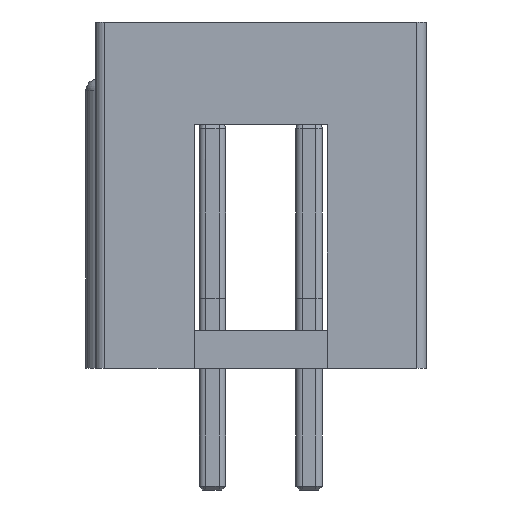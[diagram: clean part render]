
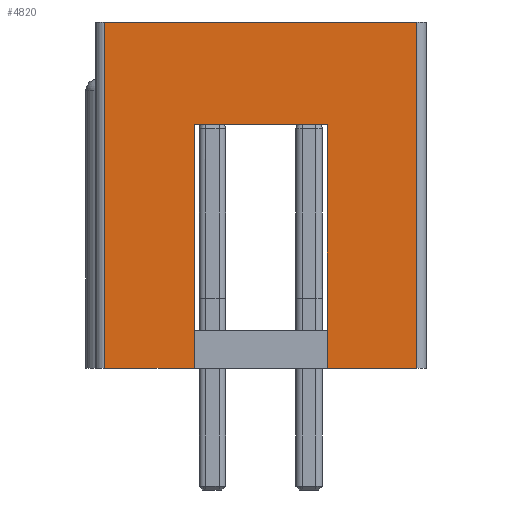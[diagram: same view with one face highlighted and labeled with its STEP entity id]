
A CAD part, left-side view. The second image highlights one B-rep face of the part: STEP entity #4820.
In plain terms, the highlighted planar face has unit normal (-1, 0, 0).
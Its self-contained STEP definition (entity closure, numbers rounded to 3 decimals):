
#69 = PLANE('',#70);
#70 = AXIS2_PLACEMENT_3D('',#71,#72,#73);
#71 = CARTESIAN_POINT('',(0.,0.,0.));
#72 = DIRECTION('',(0.,0.,1.));
#73 = DIRECTION('',(1.,0.,-0.));
#122 = VERTEX_POINT('',#123);
#123 = CARTESIAN_POINT('',(-12.88,4.1,0.));
#138 = CYLINDRICAL_SURFACE('',#139,0.25);
#139 = AXIS2_PLACEMENT_3D('',#140,#141,#142);
#140 = CARTESIAN_POINT('',(-12.63,4.1,0.));
#141 = DIRECTION('',(0.,0.,1.));
#142 = DIRECTION('',(-0.,1.,0.));
#150 = EDGE_CURVE('',#122,#151,#153,.T.);
#151 = VERTEX_POINT('',#152);
#152 = CARTESIAN_POINT('',(-12.88,1.75,0.));
#153 = SURFACE_CURVE('',#154,(#158,#165),.PCURVE_S1.);
#154 = LINE('',#155,#156);
#155 = CARTESIAN_POINT('',(-12.88,4.35,0.));
#156 = VECTOR('',#157,1.);
#157 = DIRECTION('',(0.,-1.,0.));
#158 = PCURVE('',#69,#159);
#159 = DEFINITIONAL_REPRESENTATION('',(#160),#164);
#160 = LINE('',#161,#162);
#161 = CARTESIAN_POINT('',(-12.88,4.35));
#162 = VECTOR('',#163,1.);
#163 = DIRECTION('',(0.,-1.));
#164 = ( GEOMETRIC_REPRESENTATION_CONTEXT(2) 
PARAMETRIC_REPRESENTATION_CONTEXT() REPRESENTATION_CONTEXT('2D SPACE',''
  ) );
#165 = PCURVE('',#166,#171);
#166 = PLANE('',#167);
#167 = AXIS2_PLACEMENT_3D('',#168,#169,#170);
#168 = CARTESIAN_POINT('',(-12.88,4.35,0.));
#169 = DIRECTION('',(1.,0.,-0.));
#170 = DIRECTION('',(0.,-1.,0.));
#171 = DEFINITIONAL_REPRESENTATION('',(#172),#176);
#172 = LINE('',#173,#174);
#173 = CARTESIAN_POINT('',(0.,0.));
#174 = VECTOR('',#175,1.);
#175 = DIRECTION('',(1.,0.));
#176 = ( GEOMETRIC_REPRESENTATION_CONTEXT(2) 
PARAMETRIC_REPRESENTATION_CONTEXT() REPRESENTATION_CONTEXT('2D SPACE',''
  ) );
#194 = PLANE('',#195);
#195 = AXIS2_PLACEMENT_3D('',#196,#197,#198);
#196 = CARTESIAN_POINT('',(-11.88,1.75,0.));
#197 = DIRECTION('',(0.,-1.,0.));
#198 = DIRECTION('',(-1.,0.,0.));
#235 = VERTEX_POINT('',#236);
#236 = CARTESIAN_POINT('',(-12.88,-1.75,0.));
#250 = PLANE('',#251);
#251 = AXIS2_PLACEMENT_3D('',#252,#253,#254);
#252 = CARTESIAN_POINT('',(-12.88,-1.75,0.));
#253 = DIRECTION('',(0.,1.,0.));
#254 = DIRECTION('',(1.,0.,0.));
#262 = EDGE_CURVE('',#235,#263,#265,.T.);
#263 = VERTEX_POINT('',#264);
#264 = CARTESIAN_POINT('',(-12.88,-4.1,0.));
#265 = SURFACE_CURVE('',#266,(#270,#277),.PCURVE_S1.);
#266 = LINE('',#267,#268);
#267 = CARTESIAN_POINT('',(-12.88,4.35,0.));
#268 = VECTOR('',#269,1.);
#269 = DIRECTION('',(0.,-1.,0.));
#270 = PCURVE('',#69,#271);
#271 = DEFINITIONAL_REPRESENTATION('',(#272),#276);
#272 = LINE('',#273,#274);
#273 = CARTESIAN_POINT('',(-12.88,4.35));
#274 = VECTOR('',#275,1.);
#275 = DIRECTION('',(0.,-1.));
#276 = ( GEOMETRIC_REPRESENTATION_CONTEXT(2) 
PARAMETRIC_REPRESENTATION_CONTEXT() REPRESENTATION_CONTEXT('2D SPACE',''
  ) );
#277 = PCURVE('',#166,#278);
#278 = DEFINITIONAL_REPRESENTATION('',(#279),#283);
#279 = LINE('',#280,#281);
#280 = CARTESIAN_POINT('',(0.,0.));
#281 = VECTOR('',#282,1.);
#282 = DIRECTION('',(1.,0.));
#283 = ( GEOMETRIC_REPRESENTATION_CONTEXT(2) 
PARAMETRIC_REPRESENTATION_CONTEXT() REPRESENTATION_CONTEXT('2D SPACE',''
  ) );
#306 = CYLINDRICAL_SURFACE('',#307,0.25);
#307 = AXIS2_PLACEMENT_3D('',#308,#309,#310);
#308 = CARTESIAN_POINT('',(-12.63,-4.1,0.));
#309 = DIRECTION('',(0.,0.,1.));
#310 = DIRECTION('',(0.,-1.,0.));
#3895 = PLANE('',#3896);
#3896 = AXIS2_PLACEMENT_3D('',#3897,#3898,#3899);
#3897 = CARTESIAN_POINT('',(0.,0.,9.1));
#3898 = DIRECTION('',(0.,0.,1.));
#3899 = DIRECTION('',(1.,0.,-0.));
#4775 = EDGE_CURVE('',#122,#4776,#4778,.T.);
#4776 = VERTEX_POINT('',#4777);
#4777 = CARTESIAN_POINT('',(-12.88,4.1,9.1));
#4778 = SURFACE_CURVE('',#4779,(#4783,#4790),.PCURVE_S1.);
#4779 = LINE('',#4780,#4781);
#4780 = CARTESIAN_POINT('',(-12.88,4.1,0.));
#4781 = VECTOR('',#4782,1.);
#4782 = DIRECTION('',(0.,0.,1.));
#4783 = PCURVE('',#138,#4784);
#4784 = DEFINITIONAL_REPRESENTATION('',(#4785),#4789);
#4785 = LINE('',#4786,#4787);
#4786 = CARTESIAN_POINT('',(1.571,0.));
#4787 = VECTOR('',#4788,1.);
#4788 = DIRECTION('',(0.,1.));
#4789 = ( GEOMETRIC_REPRESENTATION_CONTEXT(2) 
PARAMETRIC_REPRESENTATION_CONTEXT() REPRESENTATION_CONTEXT('2D SPACE',''
  ) );
#4790 = PCURVE('',#166,#4791);
#4791 = DEFINITIONAL_REPRESENTATION('',(#4792),#4796);
#4792 = LINE('',#4793,#4794);
#4793 = CARTESIAN_POINT('',(0.25,0.));
#4794 = VECTOR('',#4795,1.);
#4795 = DIRECTION('',(0.,-1.));
#4796 = ( GEOMETRIC_REPRESENTATION_CONTEXT(2) 
PARAMETRIC_REPRESENTATION_CONTEXT() REPRESENTATION_CONTEXT('2D SPACE',''
  ) );
#4820 = ADVANCED_FACE('',(#4821),#166,.F.);
#4821 = FACE_BOUND('',#4822,.F.);
#4822 = EDGE_LOOP('',(#4823,#4824,#4825,#4848,#4869,#4870,#4893,#4921));
#4823 = ORIENTED_EDGE('',*,*,#150,.F.);
#4824 = ORIENTED_EDGE('',*,*,#4775,.T.);
#4825 = ORIENTED_EDGE('',*,*,#4826,.T.);
#4826 = EDGE_CURVE('',#4776,#4827,#4829,.T.);
#4827 = VERTEX_POINT('',#4828);
#4828 = CARTESIAN_POINT('',(-12.88,-4.1,9.1));
#4829 = SURFACE_CURVE('',#4830,(#4834,#4841),.PCURVE_S1.);
#4830 = LINE('',#4831,#4832);
#4831 = CARTESIAN_POINT('',(-12.88,4.35,9.1));
#4832 = VECTOR('',#4833,1.);
#4833 = DIRECTION('',(0.,-1.,0.));
#4834 = PCURVE('',#166,#4835);
#4835 = DEFINITIONAL_REPRESENTATION('',(#4836),#4840);
#4836 = LINE('',#4837,#4838);
#4837 = CARTESIAN_POINT('',(0.,-9.1));
#4838 = VECTOR('',#4839,1.);
#4839 = DIRECTION('',(1.,0.));
#4840 = ( GEOMETRIC_REPRESENTATION_CONTEXT(2) 
PARAMETRIC_REPRESENTATION_CONTEXT() REPRESENTATION_CONTEXT('2D SPACE',''
  ) );
#4841 = PCURVE('',#3895,#4842);
#4842 = DEFINITIONAL_REPRESENTATION('',(#4843),#4847);
#4843 = LINE('',#4844,#4845);
#4844 = CARTESIAN_POINT('',(-12.88,4.35));
#4845 = VECTOR('',#4846,1.);
#4846 = DIRECTION('',(0.,-1.));
#4847 = ( GEOMETRIC_REPRESENTATION_CONTEXT(2) 
PARAMETRIC_REPRESENTATION_CONTEXT() REPRESENTATION_CONTEXT('2D SPACE',''
  ) );
#4848 = ORIENTED_EDGE('',*,*,#4849,.F.);
#4849 = EDGE_CURVE('',#263,#4827,#4850,.T.);
#4850 = SURFACE_CURVE('',#4851,(#4855,#4862),.PCURVE_S1.);
#4851 = LINE('',#4852,#4853);
#4852 = CARTESIAN_POINT('',(-12.88,-4.1,0.));
#4853 = VECTOR('',#4854,1.);
#4854 = DIRECTION('',(0.,0.,1.));
#4855 = PCURVE('',#166,#4856);
#4856 = DEFINITIONAL_REPRESENTATION('',(#4857),#4861);
#4857 = LINE('',#4858,#4859);
#4858 = CARTESIAN_POINT('',(8.45,0.));
#4859 = VECTOR('',#4860,1.);
#4860 = DIRECTION('',(0.,-1.));
#4861 = ( GEOMETRIC_REPRESENTATION_CONTEXT(2) 
PARAMETRIC_REPRESENTATION_CONTEXT() REPRESENTATION_CONTEXT('2D SPACE',''
  ) );
#4862 = PCURVE('',#306,#4863);
#4863 = DEFINITIONAL_REPRESENTATION('',(#4864),#4868);
#4864 = LINE('',#4865,#4866);
#4865 = CARTESIAN_POINT('',(-1.571,0.));
#4866 = VECTOR('',#4867,1.);
#4867 = DIRECTION('',(-0.,1.));
#4868 = ( GEOMETRIC_REPRESENTATION_CONTEXT(2) 
PARAMETRIC_REPRESENTATION_CONTEXT() REPRESENTATION_CONTEXT('2D SPACE',''
  ) );
#4869 = ORIENTED_EDGE('',*,*,#262,.F.);
#4870 = ORIENTED_EDGE('',*,*,#4871,.T.);
#4871 = EDGE_CURVE('',#235,#4872,#4874,.T.);
#4872 = VERTEX_POINT('',#4873);
#4873 = CARTESIAN_POINT('',(-12.88,-1.75,6.4));
#4874 = SURFACE_CURVE('',#4875,(#4879,#4886),.PCURVE_S1.);
#4875 = LINE('',#4876,#4877);
#4876 = CARTESIAN_POINT('',(-12.88,-1.75,0.));
#4877 = VECTOR('',#4878,1.);
#4878 = DIRECTION('',(0.,0.,1.));
#4879 = PCURVE('',#166,#4880);
#4880 = DEFINITIONAL_REPRESENTATION('',(#4881),#4885);
#4881 = LINE('',#4882,#4883);
#4882 = CARTESIAN_POINT('',(6.1,0.));
#4883 = VECTOR('',#4884,1.);
#4884 = DIRECTION('',(0.,-1.));
#4885 = ( GEOMETRIC_REPRESENTATION_CONTEXT(2) 
PARAMETRIC_REPRESENTATION_CONTEXT() REPRESENTATION_CONTEXT('2D SPACE',''
  ) );
#4886 = PCURVE('',#250,#4887);
#4887 = DEFINITIONAL_REPRESENTATION('',(#4888),#4892);
#4888 = LINE('',#4889,#4890);
#4889 = CARTESIAN_POINT('',(0.,0.));
#4890 = VECTOR('',#4891,1.);
#4891 = DIRECTION('',(0.,-1.));
#4892 = ( GEOMETRIC_REPRESENTATION_CONTEXT(2) 
PARAMETRIC_REPRESENTATION_CONTEXT() REPRESENTATION_CONTEXT('2D SPACE',''
  ) );
#4893 = ORIENTED_EDGE('',*,*,#4894,.F.);
#4894 = EDGE_CURVE('',#4895,#4872,#4897,.T.);
#4895 = VERTEX_POINT('',#4896);
#4896 = CARTESIAN_POINT('',(-12.88,1.75,6.4));
#4897 = SURFACE_CURVE('',#4898,(#4902,#4909),.PCURVE_S1.);
#4898 = LINE('',#4899,#4900);
#4899 = CARTESIAN_POINT('',(-12.88,1.75,6.4));
#4900 = VECTOR('',#4901,1.);
#4901 = DIRECTION('',(0.,-1.,0.));
#4902 = PCURVE('',#166,#4903);
#4903 = DEFINITIONAL_REPRESENTATION('',(#4904),#4908);
#4904 = LINE('',#4905,#4906);
#4905 = CARTESIAN_POINT('',(2.6,-6.4));
#4906 = VECTOR('',#4907,1.);
#4907 = DIRECTION('',(1.,0.));
#4908 = ( GEOMETRIC_REPRESENTATION_CONTEXT(2) 
PARAMETRIC_REPRESENTATION_CONTEXT() REPRESENTATION_CONTEXT('2D SPACE',''
  ) );
#4909 = PCURVE('',#4910,#4915);
#4910 = PLANE('',#4911);
#4911 = AXIS2_PLACEMENT_3D('',#4912,#4913,#4914);
#4912 = CARTESIAN_POINT('',(-12.38,0.,6.4));
#4913 = DIRECTION('',(0.,0.,1.));
#4914 = DIRECTION('',(1.,0.,-0.));
#4915 = DEFINITIONAL_REPRESENTATION('',(#4916),#4920);
#4916 = LINE('',#4917,#4918);
#4917 = CARTESIAN_POINT('',(-0.5,1.75));
#4918 = VECTOR('',#4919,1.);
#4919 = DIRECTION('',(0.,-1.));
#4920 = ( GEOMETRIC_REPRESENTATION_CONTEXT(2) 
PARAMETRIC_REPRESENTATION_CONTEXT() REPRESENTATION_CONTEXT('2D SPACE',''
  ) );
#4921 = ORIENTED_EDGE('',*,*,#4922,.F.);
#4922 = EDGE_CURVE('',#151,#4895,#4923,.T.);
#4923 = SURFACE_CURVE('',#4924,(#4928,#4935),.PCURVE_S1.);
#4924 = LINE('',#4925,#4926);
#4925 = CARTESIAN_POINT('',(-12.88,1.75,0.));
#4926 = VECTOR('',#4927,1.);
#4927 = DIRECTION('',(0.,0.,1.));
#4928 = PCURVE('',#166,#4929);
#4929 = DEFINITIONAL_REPRESENTATION('',(#4930),#4934);
#4930 = LINE('',#4931,#4932);
#4931 = CARTESIAN_POINT('',(2.6,0.));
#4932 = VECTOR('',#4933,1.);
#4933 = DIRECTION('',(0.,-1.));
#4934 = ( GEOMETRIC_REPRESENTATION_CONTEXT(2) 
PARAMETRIC_REPRESENTATION_CONTEXT() REPRESENTATION_CONTEXT('2D SPACE',''
  ) );
#4935 = PCURVE('',#194,#4936);
#4936 = DEFINITIONAL_REPRESENTATION('',(#4937),#4941);
#4937 = LINE('',#4938,#4939);
#4938 = CARTESIAN_POINT('',(1.,0.));
#4939 = VECTOR('',#4940,1.);
#4940 = DIRECTION('',(0.,-1.));
#4941 = ( GEOMETRIC_REPRESENTATION_CONTEXT(2) 
PARAMETRIC_REPRESENTATION_CONTEXT() REPRESENTATION_CONTEXT('2D SPACE',''
  ) );
